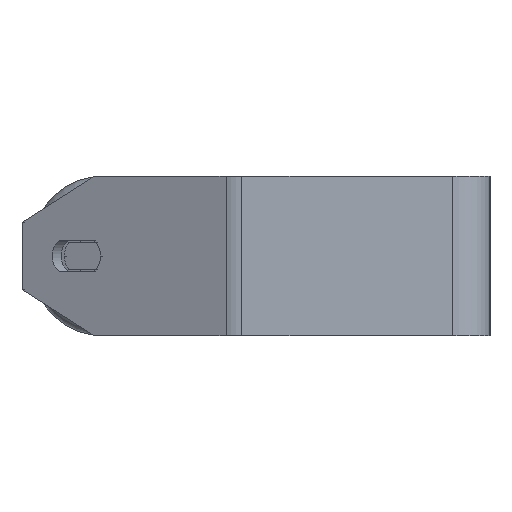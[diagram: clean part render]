
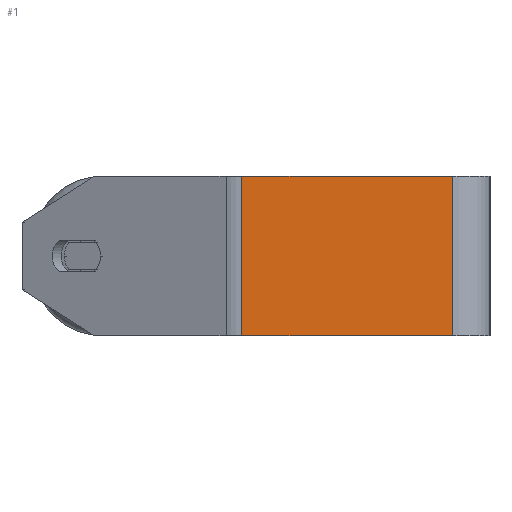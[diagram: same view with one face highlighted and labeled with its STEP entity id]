
A CAD part, left-side view. The second image highlights one B-rep face of the part: STEP entity #1.
In plain terms, the highlighted planar face has unit normal (-1, 0, 0).
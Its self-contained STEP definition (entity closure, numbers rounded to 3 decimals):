
#1 = ADVANCED_FACE ( 'NONE', ( #4757 ), #2094, .F. ) ;
#137 = AXIS2_PLACEMENT_3D ( 'NONE', #800, #6727, #5476 ) ;
#455 = EDGE_CURVE ( 'NONE', #1247, #6456, #6534, .T. ) ;
#613 = DIRECTION ( 'NONE',  ( 0., 0., -1. ) ) ;
#616 = CARTESIAN_POINT ( 'NONE',  ( -300., 96.243, 30. ) ) ;
#800 = CARTESIAN_POINT ( 'NONE',  ( -300., 96.243, 30. ) ) ;
#1101 = CARTESIAN_POINT ( 'NONE',  ( -300., 93.14, 30. ) ) ;
#1172 = CARTESIAN_POINT ( 'NONE',  ( -300., 14., 30. ) ) ;
#1247 = VERTEX_POINT ( 'NONE', #1101 ) ;
#1585 = EDGE_LOOP ( 'NONE', ( #3113, #2937, #7781, #2628 ) ) ;
#2094 = PLANE ( 'NONE',  #137 ) ;
#2118 = CARTESIAN_POINT ( 'NONE',  ( -300., 93.14, -30. ) ) ;
#2564 = VERTEX_POINT ( 'NONE', #5891 ) ;
#2569 = VECTOR ( 'NONE', #6362, 1000. ) ;
#2628 = ORIENTED_EDGE ( 'NONE', *, *, #7250, .T. ) ;
#2937 = ORIENTED_EDGE ( 'NONE', *, *, #3397, .F. ) ;
#3113 = ORIENTED_EDGE ( 'NONE', *, *, #3285, .T. ) ;
#3188 = DIRECTION ( 'NONE',  ( 0., -1., 0. ) ) ;
#3285 = EDGE_CURVE ( 'NONE', #5898, #2564, #7059, .T. ) ;
#3397 = EDGE_CURVE ( 'NONE', #6456, #2564, #3860, .T. ) ;
#3860 = LINE ( 'NONE', #5281, #4733 ) ;
#4733 = VECTOR ( 'NONE', #7897, 1000. ) ;
#4757 = FACE_OUTER_BOUND ( 'NONE', #1585, .T. ) ;
#5281 = CARTESIAN_POINT ( 'NONE',  ( -300., 14., 30. ) ) ;
#5476 = DIRECTION ( 'NONE',  ( 0., 0., -1. ) ) ;
#5879 = CARTESIAN_POINT ( 'NONE',  ( -300., 93.14, 30. ) ) ;
#5891 = CARTESIAN_POINT ( 'NONE',  ( -300., 14., -30. ) ) ;
#5898 = VERTEX_POINT ( 'NONE', #2118 ) ;
#6362 = DIRECTION ( 'NONE',  ( 0., -1., 0. ) ) ;
#6456 = VERTEX_POINT ( 'NONE', #1172 ) ;
#6534 = LINE ( 'NONE', #616, #7554 ) ;
#6642 = VECTOR ( 'NONE', #613, 1000. ) ;
#6727 = DIRECTION ( 'NONE',  ( 1., 0., 0. ) ) ;
#7059 = LINE ( 'NONE', #8321, #2569 ) ;
#7250 = EDGE_CURVE ( 'NONE', #1247, #5898, #8417, .T. ) ;
#7554 = VECTOR ( 'NONE', #3188, 1000. ) ;
#7781 = ORIENTED_EDGE ( 'NONE', *, *, #455, .F. ) ;
#7897 = DIRECTION ( 'NONE',  ( 0., 0., -1. ) ) ;
#8321 = CARTESIAN_POINT ( 'NONE',  ( -300., 96.243, -30. ) ) ;
#8417 = LINE ( 'NONE', #5879, #6642 ) ;
